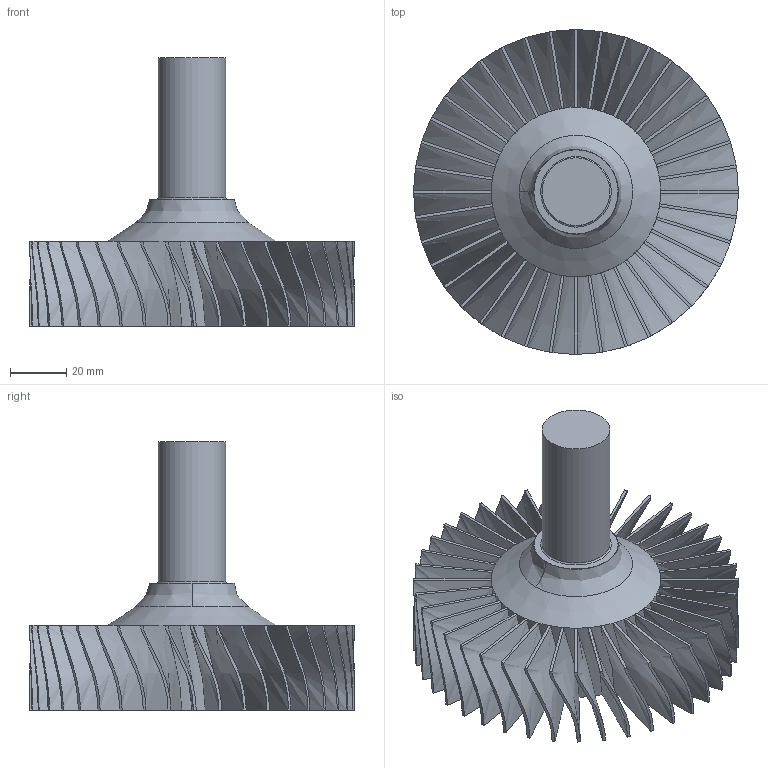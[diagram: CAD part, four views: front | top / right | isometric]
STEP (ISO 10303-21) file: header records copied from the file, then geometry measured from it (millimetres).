
FILE_DESCRIPTION(/* description */ (''),/* implementation_level */ '2;1');
FILE_NAME(/* name */ 'turbine blade.step',/* time_stamp */ '2021-10-15T11:37:00+01:00',/* author */ (''),/* organization */ (''),/* preprocessor_version */ 'ST-DEVELOPER v18.1',/* originating_system */ 'Autodesk Translation Framework v10.10.0.1391',/* authorisation */ '');
FILE_SCHEMA (('AUTOMOTIVE_DESIGN { 1 0 10303 214 3 1 1 }'));
Length unit declared in the file: millimetre
Products named in the file (1): first test of the fan
Bounding box: 115 x 115 x 95 mm (x, y, z)
Volume: 160973.7 mm3; surface area: 86739.4 mm2
Topology: 1 solids, 1 shells, 211 faces, 541 edges, 333 vertices
Faces by surface type: bspline 85, cylinder 81, plane 43, torus 1, cone 1
Full cylindrical faces by diameter (mm): 24 x1
Entity records: 8762 total; most frequent: CARTESIAN_POINT 4049, ORIENTED_EDGE 1082, DIRECTION 830, EDGE_CURVE 541, AXIS2_PLACEMENT_3D 334, VERTEX_POINT 333, EDGE_LOOP 212, FACE_OUTER_BOUND 211
